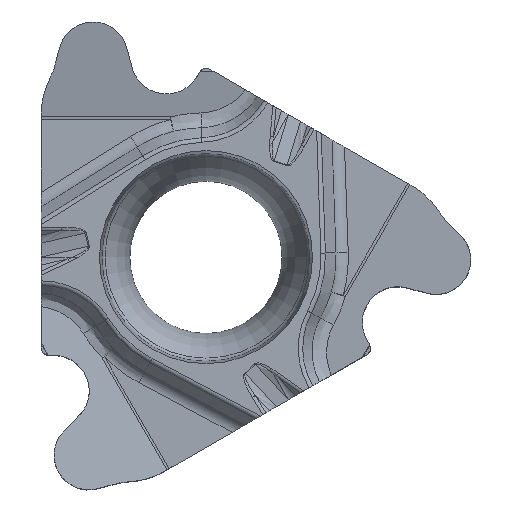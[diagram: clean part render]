
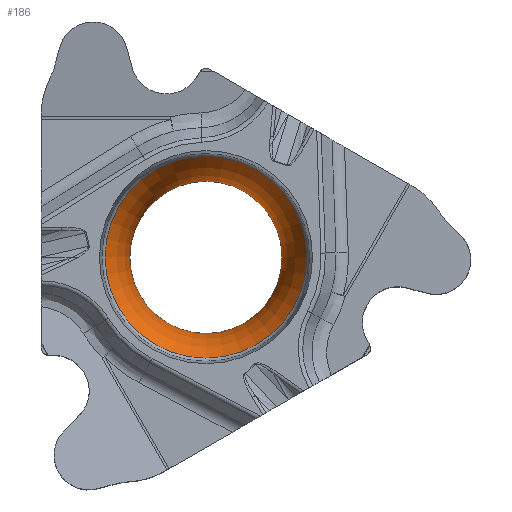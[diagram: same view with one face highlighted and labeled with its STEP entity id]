
A CAD part, top view. The second image highlights one B-rep face of the part: STEP entity #186.
In plain terms, the highlighted toroidal (fillet/blend) face has major radius 6.2 mm and minor radius 4 mm.
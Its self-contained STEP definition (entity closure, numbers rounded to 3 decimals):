
#63=TOROIDAL_SURFACE('',#2588,6.2,4.);
#86=FACE_BOUND('',#497,.T.);
#87=FACE_BOUND('',#498,.T.);
#186=ADVANCED_FACE('',(#86,#87),#63,.T.);
#497=EDGE_LOOP('',(#985));
#498=EDGE_LOOP('',(#986));
#600=CIRCLE('',#2510,2.2);
#624=CIRCLE('',#2586,2.921);
#985=ORIENTED_EDGE('',*,*,#1762,.T.);
#986=ORIENTED_EDGE('',*,*,#1877,.F.);
#1520=VERTEX_POINT('',#3847);
#1605=VERTEX_POINT('',#4123);
#1762=EDGE_CURVE('',#1520,#1520,#600,.T.);
#1877=EDGE_CURVE('',#1605,#1605,#624,.T.);
#2510=AXIS2_PLACEMENT_3D('',#3846,#2870,#2871);
#2586=AXIS2_PLACEMENT_3D('',#4122,#3086,#3087);
#2588=AXIS2_PLACEMENT_3D('',#4125,#3090,#3091);
#2870=DIRECTION('',(0.,0.,-1.));
#2871=DIRECTION('',(1.,0.,0.));
#3086=DIRECTION('',(0.,0.,-1.));
#3087=DIRECTION('',(1.,0.,0.));
#3090=DIRECTION('',(0.,0.,1.));
#3091=DIRECTION('',(1.,0.,0.));
#3846=CARTESIAN_POINT('',(0.,0.,-3.27));
#3847=CARTESIAN_POINT('',(2.2,0.,-3.27));
#4122=CARTESIAN_POINT('',(0.,0.,-0.979));
#4123=CARTESIAN_POINT('',(2.921,0.,-0.979));
#4125=CARTESIAN_POINT('',(0.,0.,-3.27));
